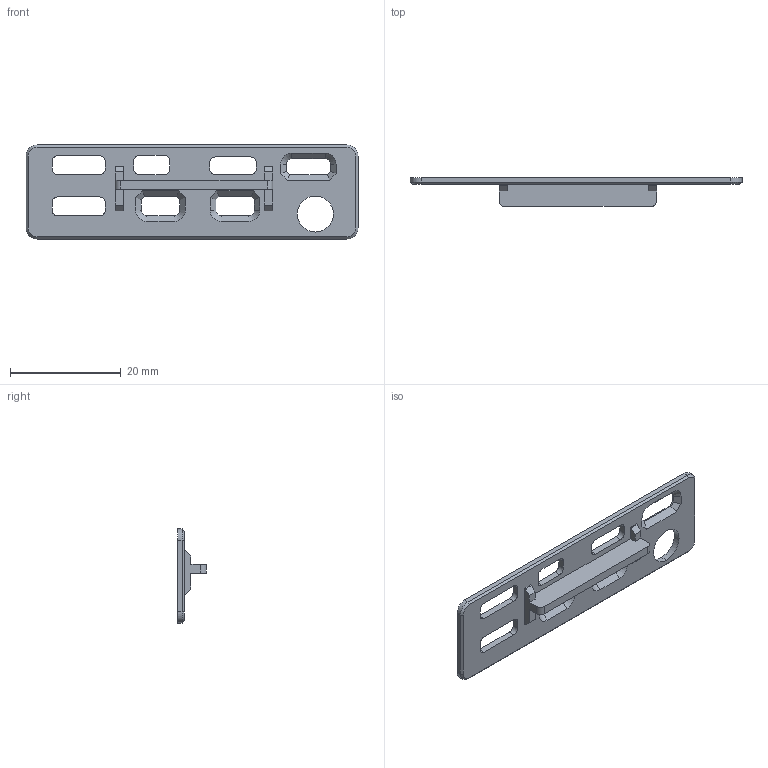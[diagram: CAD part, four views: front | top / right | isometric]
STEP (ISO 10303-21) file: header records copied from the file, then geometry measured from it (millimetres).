
FILE_DESCRIPTION (( 'STEP AP214' ), '1' );
FILE_NAME ('port-panel-4b-2p.STEP', '2024-06-06T04:23:36', ( '' ), ( '' ), 'SwSTEP 2.0', 'SolidWorks 2024', '' );
FILE_SCHEMA (( 'AUTOMOTIVE_DESIGN' ));
Length unit declared in the file: millimetre
Products named in the file (1): port-panel-4b-2p
Bounding box: 60 x 5.2 x 17 mm (x, y, z)
Volume: 1119.5 mm3; surface area: 2181.9 mm2
Topology: 1 solids, 1 shells, 123 faces, 328 edges, 208 vertices
Faces by surface type: plane 83, cylinder 30, cone 10
Entity records: 3831 total; most frequent: CARTESIAN_POINT 660, ORIENTED_EDGE 656, DIRECTION 646, EDGE_CURVE 328, VECTOR 258, LINE 258, VERTEX_POINT 208, AXIS2_PLACEMENT_3D 194
